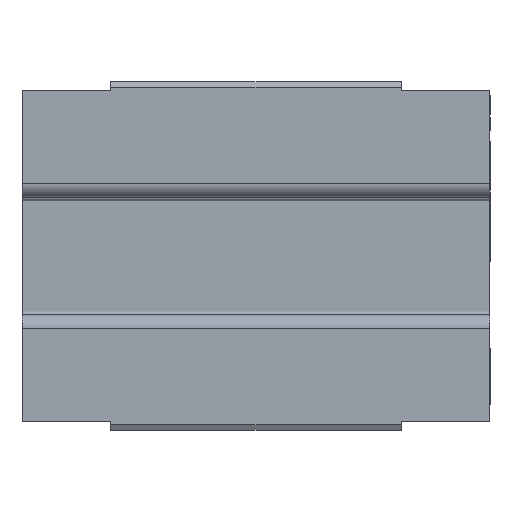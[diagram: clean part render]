
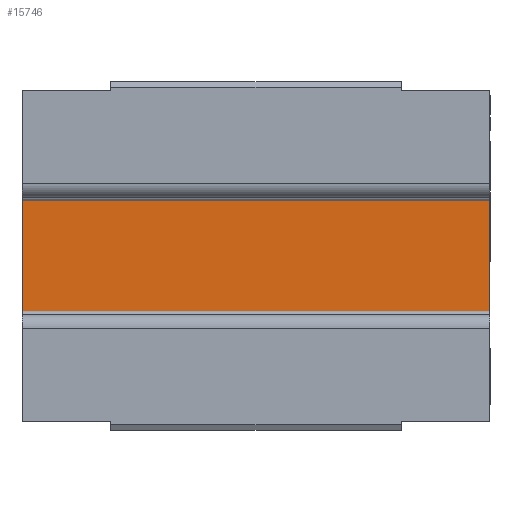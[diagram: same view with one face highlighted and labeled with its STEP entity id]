
A CAD part, front view. The second image highlights one B-rep face of the part: STEP entity #15746.
In plain terms, the highlighted planar face has unit normal (0, -1, 0).
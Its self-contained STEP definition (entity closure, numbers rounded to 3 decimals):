
#312 = CARTESIAN_POINT ( 'NONE',  ( -23.05, 3.5, 2.3 ) ) ;
#313 = CARTESIAN_POINT ( 'NONE',  ( -23.05, 3.5, -2.3 ) ) ;
#2945 = VERTEX_POINT ( 'NONE', #4818 ) ;
#4818 = CARTESIAN_POINT ( 'NONE',  ( -6.95, 3.5, -2.3 ) ) ;
#5060 = CARTESIAN_POINT ( 'NONE',  ( -6.95, 3.5, 2.3 ) ) ;
#8227 = PLANE ( 'NONE',  #16876 ) ;
#8230 = CARTESIAN_POINT ( 'NONE',  ( -18., 3.5, 0. ) ) ;
#8236 = DIRECTION ( 'NONE',  ( 0., 1., 0. ) ) ;
#8237 = DIRECTION ( 'NONE',  ( 0., 0., 1. ) ) ;
#9718 = FACE_OUTER_BOUND ( 'NONE', #27047, .T. ) ;
#9955 = EDGE_CURVE ( 'NONE', #18196, #2945, #15454, .T. ) ;
#9996 = EDGE_CURVE ( 'NONE', #14716, #18195, #11559, .T. ) ;
#11557 = VECTOR ( 'NONE', #25176, 1000. ) ;
#11559 = LINE ( 'NONE', #25154, #11557 ) ;
#12188 = CARTESIAN_POINT ( 'NONE',  ( -23.05, 3.5, -2.5 ) ) ;
#12189 = DIRECTION ( 'NONE',  ( 0., 0., -1. ) ) ;
#14716 = VERTEX_POINT ( 'NONE', #5060 ) ;
#15454 = LINE ( 'NONE', #26481, #15458 ) ;
#15458 = VECTOR ( 'NONE', #26483, 1000. ) ;
#15746 = ADVANCED_FACE ( 'NONE', ( #9718 ), #8227, .F. ) ;
#16074 = EDGE_CURVE ( 'NONE', #2945, #14716, #22143, .T. ) ;
#16163 = EDGE_CURVE ( 'NONE', #18195, #18196, #22240, .T. ) ;
#16876 = AXIS2_PLACEMENT_3D ( 'NONE', #8230, #8236, #8237 ) ;
#18195 = VERTEX_POINT ( 'NONE', #312 ) ;
#18196 = VERTEX_POINT ( 'NONE', #313 ) ;
#18249 = ORIENTED_EDGE ( 'NONE', *, *, #9996, .T. ) ;
#18879 = ORIENTED_EDGE ( 'NONE', *, *, #16163, .T. ) ;
#22143 = LINE ( 'NONE', #24675, #22149 ) ;
#22149 = VECTOR ( 'NONE', #24680, 1000. ) ;
#22240 = LINE ( 'NONE', #12188, #22241 ) ;
#22241 = VECTOR ( 'NONE', #12189, 1000. ) ;
#24675 = CARTESIAN_POINT ( 'NONE',  ( -6.95, 3.5, -2.5 ) ) ;
#24680 = DIRECTION ( 'NONE',  ( 0., 0., 1. ) ) ;
#25154 = CARTESIAN_POINT ( 'NONE',  ( -23.05, 3.5, 2.3 ) ) ;
#25176 = DIRECTION ( 'NONE',  ( -1., 0., 0. ) ) ;
#25833 = ORIENTED_EDGE ( 'NONE', *, *, #9955, .T. ) ;
#25843 = ORIENTED_EDGE ( 'NONE', *, *, #16074, .T. ) ;
#26481 = CARTESIAN_POINT ( 'NONE',  ( -6.95, 3.5, -2.3 ) ) ;
#26483 = DIRECTION ( 'NONE',  ( 1., 0., 0. ) ) ;
#27047 = EDGE_LOOP ( 'NONE', ( #18879, #25833, #25843, #18249 ) ) ;
